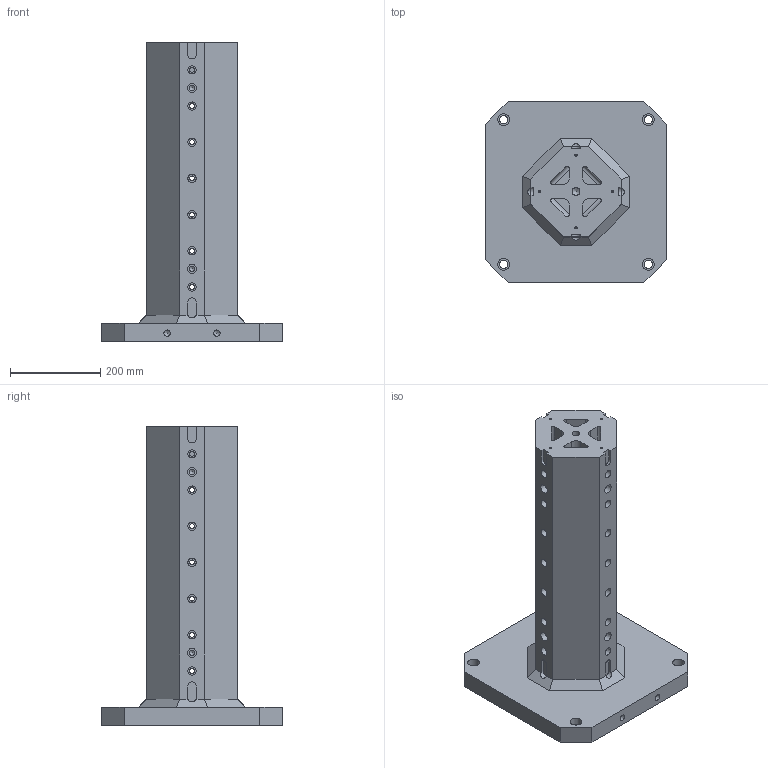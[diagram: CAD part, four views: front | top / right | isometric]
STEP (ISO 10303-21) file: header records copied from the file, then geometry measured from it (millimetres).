
FILE_DESCRIPTION( ( 'Unknown' ), '1' );
FILE_NAME( 'SVF-5060-400CB8-80.stp', 'Unknown', ( 'S.C.H' ), ( 'Unknown' ), 'XStep 1.0', 'Unknown', ' ' );
FILE_SCHEMA( ( 'CONFIG_CONTROL_DESIGN' ) );
Length unit declared in the file: millimetre
Products named in the file (1): 1
Bounding box: 400 x 400 x 660 mm (x, y, z)
Volume: 17515957.5 mm3; surface area: 1090750.1 mm2
Topology: 1 solids, 1 shells, 262 faces, 652 edges, 435 vertices
Faces by surface type: cylinder 133, plane 113, cone 16
Full cylindrical faces by diameter (mm): 5 x4, 10.8 x28, 12 x8, 14 x3, 17.5 x1, 18 x32, 20 x8, 26 x4, 50 x1
Entity records: 7256 total; most frequent: CARTESIAN_POINT 1347, DIRECTION 1258, ORIENTED_EDGE 980, AXIS2_PLACEMENT_3D 513, EDGE_CURVE 490, EDGE_LOOP 474, VERTEX_POINT 394, FACE_OUTER_BOUND 351
